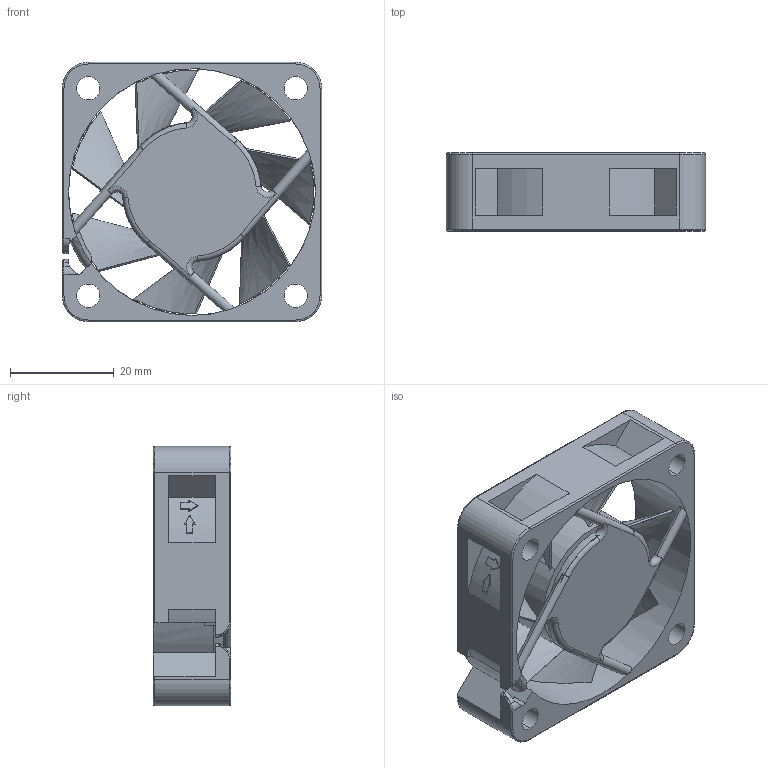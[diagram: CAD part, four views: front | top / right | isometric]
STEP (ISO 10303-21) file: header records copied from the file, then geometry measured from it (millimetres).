
FILE_DESCRIPTION((''),'2;1');
FILE_NAME('410021390000','2019-12-09T',('LIEN.CHEN'),(''),'CREO PARAMETRIC BY PTC INC, 2015080','CREO PARAMETRIC BY PTC INC, 2015080','');
FILE_SCHEMA(('CONFIG_CONTROL_DESIGN'));
Length unit declared in the file: millimetre
Products named in the file (1): 410021390000
Bounding box: 50 x 15 x 50 mm (x, y, z)
Volume: 15976.6 mm3; surface area: 13439.7 mm2
Topology: 2 solids, 2 shells, 188 faces, 498 edges, 321 vertices
Faces by surface type: cylinder 64, plane 59, bspline 44, torus 21
Entity records: 9159 total; most frequent: CARTESIAN_POINT 4611, ORIENTED_EDGE 996, DIRECTION 845, EDGE_CURVE 498, VERTEX_POINT 321, AXIS2_PLACEMENT_3D 312, VECTOR 221, LINE 221
